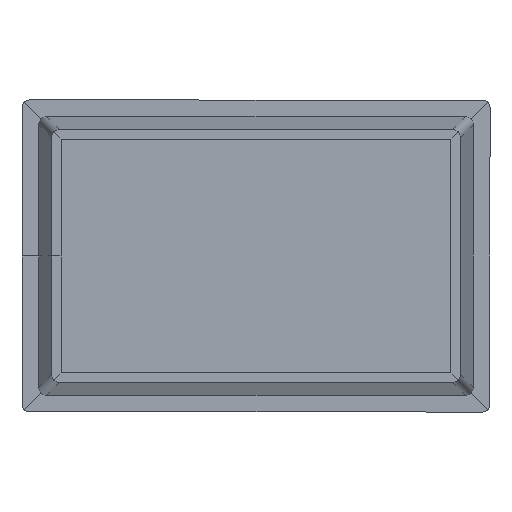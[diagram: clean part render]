
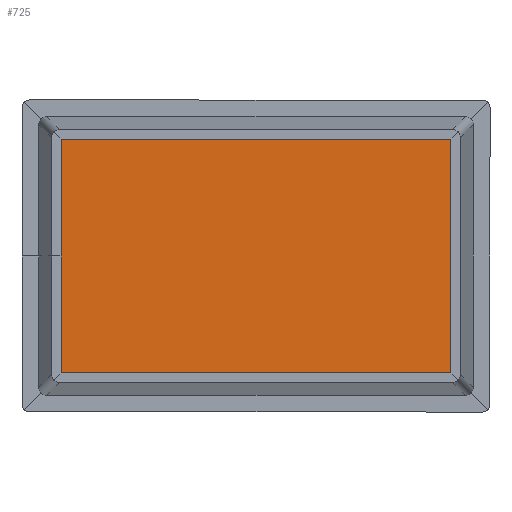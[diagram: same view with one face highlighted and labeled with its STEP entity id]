
A CAD part, front view. The second image highlights one B-rep face of the part: STEP entity #725.
In plain terms, the highlighted planar face has unit normal (0, -1, 0).
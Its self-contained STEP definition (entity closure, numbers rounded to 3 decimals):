
#88 = CARTESIAN_POINT ( 'NONE',  ( 25., 20., -15. ) ) ;
#137 = VECTOR ( 'NONE', #215, 1000. ) ;
#177 = CARTESIAN_POINT ( 'NONE',  ( -25., 20., 15. ) ) ;
#215 = DIRECTION ( 'NONE',  ( 1., 0., 0. ) ) ;
#266 = VERTEX_POINT ( 'NONE', #1717 ) ;
#276 = LINE ( 'NONE', #1559, #1160 ) ;
#353 = FACE_OUTER_BOUND ( 'NONE', #892, .T. ) ;
#379 = PLANE ( 'NONE',  #1131 ) ;
#437 = DIRECTION ( 'NONE',  ( -1., 0., 0. ) ) ;
#477 = VECTOR ( 'NONE', #437, 1000. ) ;
#528 = DIRECTION ( 'NONE',  ( 0., 0., 1. ) ) ;
#545 = EDGE_CURVE ( 'NONE', #1667, #266, #1538, .T. ) ;
#594 = ORIENTED_EDGE ( 'NONE', *, *, #1184, .T. ) ;
#690 = CARTESIAN_POINT ( 'NONE',  ( -25., 20., -15. ) ) ;
#725 = ADVANCED_FACE ( 'NONE', ( #353 ), #379, .F. ) ;
#785 = EDGE_CURVE ( 'NONE', #1154, #1374, #1497, .T. ) ;
#808 = EDGE_CURVE ( 'NONE', #1374, #1667, #1359, .T. ) ;
#892 = EDGE_LOOP ( 'NONE', ( #1100, #1689, #1733, #1414, #594 ) ) ;
#952 = EDGE_CURVE ( 'NONE', #1318, #1154, #276, .T. ) ;
#1004 = CARTESIAN_POINT ( 'NONE',  ( 25., 20., -15. ) ) ;
#1066 = VECTOR ( 'NONE', #1485, 1000. ) ;
#1082 = VECTOR ( 'NONE', #1388, 1000. ) ;
#1100 = ORIENTED_EDGE ( 'NONE', *, *, #952, .T. ) ;
#1121 = LINE ( 'NONE', #1405, #477 ) ;
#1131 = AXIS2_PLACEMENT_3D ( 'NONE', #1820, #1369, #528 ) ;
#1154 = VERTEX_POINT ( 'NONE', #1895 ) ;
#1160 = VECTOR ( 'NONE', #1880, 1000. ) ;
#1184 = EDGE_CURVE ( 'NONE', #266, #1318, #1121, .T. ) ;
#1318 = VERTEX_POINT ( 'NONE', #177 ) ;
#1347 = CARTESIAN_POINT ( 'NONE',  ( -25., 20., -15. ) ) ;
#1359 = LINE ( 'NONE', #690, #137 ) ;
#1369 = DIRECTION ( 'NONE',  ( 0., 1., 0. ) ) ;
#1374 = VERTEX_POINT ( 'NONE', #1619 ) ;
#1388 = DIRECTION ( 'NONE',  ( 0., 0., 1. ) ) ;
#1405 = CARTESIAN_POINT ( 'NONE',  ( -25., 20., 15. ) ) ;
#1414 = ORIENTED_EDGE ( 'NONE', *, *, #545, .T. ) ;
#1485 = DIRECTION ( 'NONE',  ( 0., 0., -1. ) ) ;
#1497 = LINE ( 'NONE', #1347, #1066 ) ;
#1538 = LINE ( 'NONE', #88, #1082 ) ;
#1559 = CARTESIAN_POINT ( 'NONE',  ( -25., 20., -15. ) ) ;
#1619 = CARTESIAN_POINT ( 'NONE',  ( -25., 20., -15. ) ) ;
#1667 = VERTEX_POINT ( 'NONE', #1004 ) ;
#1689 = ORIENTED_EDGE ( 'NONE', *, *, #785, .T. ) ;
#1717 = CARTESIAN_POINT ( 'NONE',  ( 25., 20., 15. ) ) ;
#1733 = ORIENTED_EDGE ( 'NONE', *, *, #808, .T. ) ;
#1820 = CARTESIAN_POINT ( 'NONE',  ( 30.6, 20., 17. ) ) ;
#1880 = DIRECTION ( 'NONE',  ( 0., 0., -1. ) ) ;
#1895 = CARTESIAN_POINT ( 'NONE',  ( -25., 20., 0. ) ) ;
